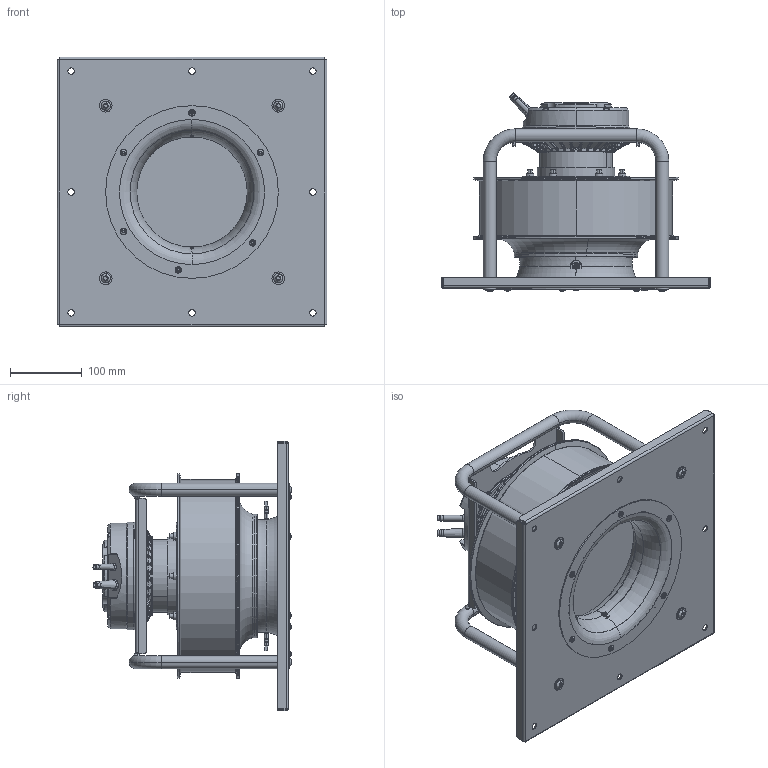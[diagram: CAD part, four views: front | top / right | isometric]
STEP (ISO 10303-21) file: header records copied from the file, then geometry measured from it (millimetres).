
FILE_DESCRIPTION((''),'2;1');
FILE_NAME('SR-P-HE-250-07_B_04_ASM','2023-01-23T11:40:06',('mkulawiak'),(''),'CREO PARAMETRIC BY PTC INC, 2022014','CREO PARAMETRIC BY PTC INC, 2022014','');
FILE_SCHEMA(('CONFIG_CONTROL_DESIGN'));
Length unit declared in the file: millimetre
Products named in the file (1): SR-P-HE-250-07_B_04_ASM
Bounding box: 375 x 275.29 x 375 mm (x, y, z)
Volume: 5664591.1 mm3; surface area: 876758.4 mm2
Topology: 3 solids, 62 shells, 3638 faces, 9929 edges, 6046 vertices
Faces by surface type: plane 1279, cylinder 1177, bspline 535, torus 300, cone 246, extrusion 54, sphere 38, revolution 9
Entity records: 131756 total; most frequent: CARTESIAN_POINT 47741, ORIENTED_EDGE 18486, DIRECTION 15602, EDGE_CURVE 9835, AXIS2_PLACEMENT_3D 6066, VERTEX_POINT 6046, EDGE_LOOP 3819, FACE_OUTER_BOUND 3638
